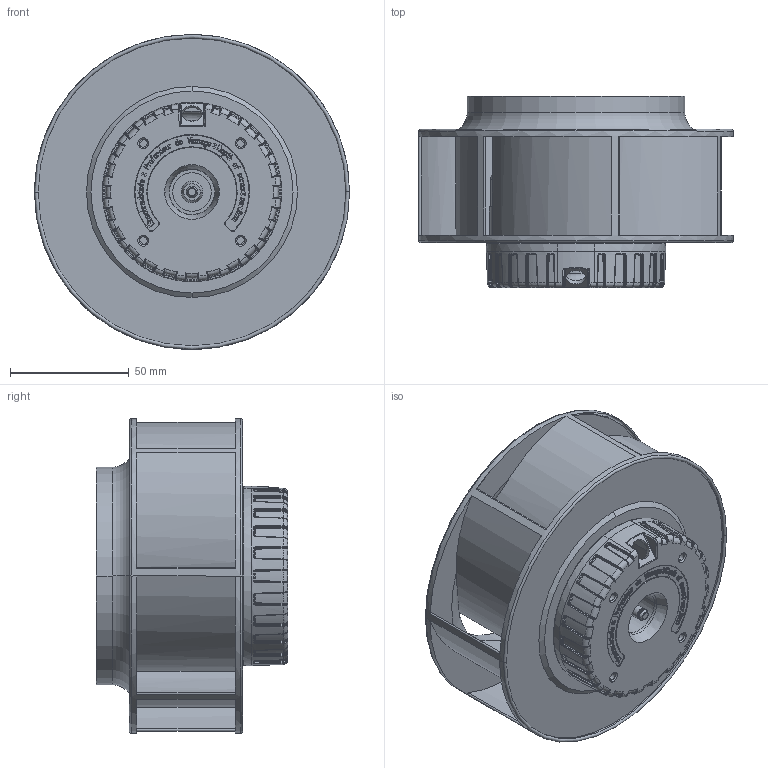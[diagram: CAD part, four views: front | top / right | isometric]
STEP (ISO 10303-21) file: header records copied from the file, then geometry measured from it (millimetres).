
FILE_DESCRIPTION((''),'2;1');
FILE_NAME('DC175_ASM_ASM','2018-04-10T',('Administrator'),(''),'PRO/ENGINEER BY PARAMETRIC TECHNOLOGY CORPORATION, 2010280','PRO/ENGINEER BY PARAMETRIC TECHNOLOGY CORPORATION, 2010280','');
FILE_SCHEMA(('CONFIG_CONTROL_DESIGN'));
Products named in the file (5): CASE_1; DC; 175_ASM_ASM; 410529; DC175_ASM_ASM
Assembly tree (4 placements, depth 3):
  DC175_ASM_ASM
    175_ASM_ASM
      CASE_1
      DC
    410529
Bounding box: 132.5 x 80.5 x 132.5 mm (x, y, z)
Volume: 128616.1 mm3; surface area: 139647.9 mm2
Topology: 4 solids, 4 shells, 3069 faces, 8424 edges, 5463 vertices
Faces by surface type: plane 2198, cylinder 326, bspline 324, torus 155, cone 66
Entity records: 110065 total; most frequent: CARTESIAN_POINT 35218, ORIENTED_EDGE 16848, DIRECTION 13568, EDGE_CURVE 8424, VECTOR 6030, LINE 6030, VERTEX_POINT 5463, AXIS2_PLACEMENT_3D 3769
